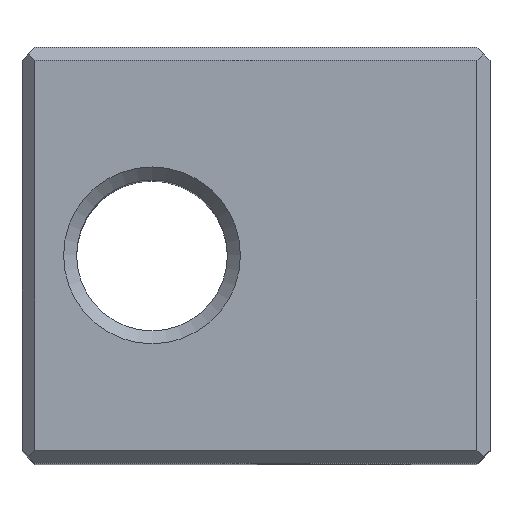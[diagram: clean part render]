
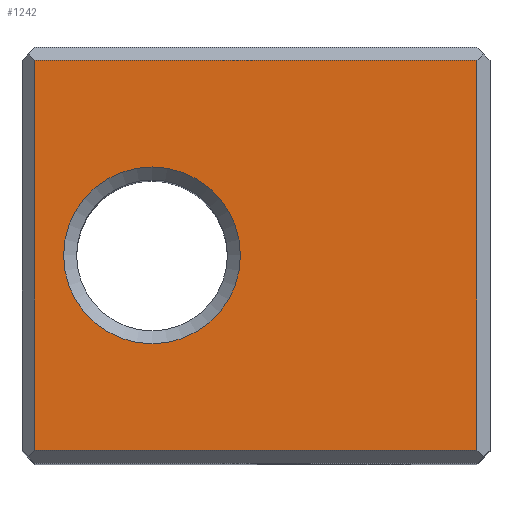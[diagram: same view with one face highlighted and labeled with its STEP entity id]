
A CAD part, top view. The second image highlights one B-rep face of the part: STEP entity #1242.
In plain terms, the highlighted planar face has unit normal (0, 0, 1).
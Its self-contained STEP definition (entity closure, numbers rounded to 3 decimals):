
#83 = PLANE('',#84);
#84 = AXIS2_PLACEMENT_3D('',#85,#86,#87);
#85 = CARTESIAN_POINT('',(0.5,16.,27.));
#86 = DIRECTION('',(0.707,0.,-0.707)
  );
#87 = DIRECTION('',(-0.707,0.,-0.707)
  );
#169 = PLANE('',#170);
#170 = AXIS2_PLACEMENT_3D('',#171,#172,#173);
#171 = CARTESIAN_POINT('',(18.,0.,26.5));
#172 = DIRECTION('',(0.,0.707,-0.707));
#173 = DIRECTION('',(0.,0.707,0.707));
#460 = PLANE('',#461);
#461 = AXIS2_PLACEMENT_3D('',#462,#463,#464);
#462 = CARTESIAN_POINT('',(18.,15.5,27.));
#463 = DIRECTION('',(0.,-0.707,-0.707));
#464 = DIRECTION('',(0.,0.707,-0.707));
#475 = VERTEX_POINT('',#476);
#476 = CARTESIAN_POINT('',(0.5,15.5,27.));
#495 = EDGE_CURVE('',#475,#496,#498,.T.);
#496 = VERTEX_POINT('',#497);
#497 = CARTESIAN_POINT('',(0.5,0.5,27.));
#498 = SURFACE_CURVE('',#499,(#503,#510),.PCURVE_S1.);
#499 = LINE('',#500,#501);
#500 = CARTESIAN_POINT('',(0.5,16.,27.));
#501 = VECTOR('',#502,1.);
#502 = DIRECTION('',(0.,-1.,0.));
#503 = PCURVE('',#83,#504);
#504 = DEFINITIONAL_REPRESENTATION('',(#505),#509);
#505 = LINE('',#506,#507);
#506 = CARTESIAN_POINT('',(-0.,0.));
#507 = VECTOR('',#508,1.);
#508 = DIRECTION('',(0.,-1.));
#509 = ( GEOMETRIC_REPRESENTATION_CONTEXT(2) 
PARAMETRIC_REPRESENTATION_CONTEXT() REPRESENTATION_CONTEXT('2D SPACE',''
  ) );
#510 = PCURVE('',#511,#516);
#511 = PLANE('',#512);
#512 = AXIS2_PLACEMENT_3D('',#513,#514,#515);
#513 = CARTESIAN_POINT('',(1.7,0.3,27.));
#514 = DIRECTION('',(0.,0.,1.));
#515 = DIRECTION('',(1.,0.,0.));
#516 = DEFINITIONAL_REPRESENTATION('',(#517),#521);
#517 = LINE('',#518,#519);
#518 = CARTESIAN_POINT('',(-1.2,15.7));
#519 = VECTOR('',#520,1.);
#520 = DIRECTION('',(0.,-1.));
#521 = ( GEOMETRIC_REPRESENTATION_CONTEXT(2) 
PARAMETRIC_REPRESENTATION_CONTEXT() REPRESENTATION_CONTEXT('2D SPACE',''
  ) );
#599 = EDGE_CURVE('',#600,#496,#602,.T.);
#600 = VERTEX_POINT('',#601);
#601 = CARTESIAN_POINT('',(17.5,0.5,27.));
#602 = SURFACE_CURVE('',#603,(#607,#614),.PCURVE_S1.);
#603 = LINE('',#604,#605);
#604 = CARTESIAN_POINT('',(18.,0.5,27.));
#605 = VECTOR('',#606,1.);
#606 = DIRECTION('',(-1.,-0.,-0.));
#607 = PCURVE('',#169,#608);
#608 = DEFINITIONAL_REPRESENTATION('',(#609),#613);
#609 = LINE('',#610,#611);
#610 = CARTESIAN_POINT('',(0.707,0.));
#611 = VECTOR('',#612,1.);
#612 = DIRECTION('',(0.,-1.));
#613 = ( GEOMETRIC_REPRESENTATION_CONTEXT(2) 
PARAMETRIC_REPRESENTATION_CONTEXT() REPRESENTATION_CONTEXT('2D SPACE',''
  ) );
#614 = PCURVE('',#511,#615);
#615 = DEFINITIONAL_REPRESENTATION('',(#616),#620);
#616 = LINE('',#617,#618);
#617 = CARTESIAN_POINT('',(16.3,0.2));
#618 = VECTOR('',#619,1.);
#619 = DIRECTION('',(-1.,0.));
#620 = ( GEOMETRIC_REPRESENTATION_CONTEXT(2) 
PARAMETRIC_REPRESENTATION_CONTEXT() REPRESENTATION_CONTEXT('2D SPACE',''
  ) );
#635 = PLANE('',#636);
#636 = AXIS2_PLACEMENT_3D('',#637,#638,#639);
#637 = CARTESIAN_POINT('',(17.5,16.,27.));
#638 = DIRECTION('',(0.707,0.,0.707));
#639 = DIRECTION('',(0.707,0.,-0.707)
  );
#1024 = VERTEX_POINT('',#1025);
#1025 = CARTESIAN_POINT('',(17.5,15.5,27.));
#1046 = EDGE_CURVE('',#1024,#475,#1047,.T.);
#1047 = SURFACE_CURVE('',#1048,(#1052,#1059),.PCURVE_S1.);
#1048 = LINE('',#1049,#1050);
#1049 = CARTESIAN_POINT('',(18.,15.5,27.));
#1050 = VECTOR('',#1051,1.);
#1051 = DIRECTION('',(-1.,-0.,-0.));
#1052 = PCURVE('',#460,#1053);
#1053 = DEFINITIONAL_REPRESENTATION('',(#1054),#1058);
#1054 = LINE('',#1055,#1056);
#1055 = CARTESIAN_POINT('',(0.,0.));
#1056 = VECTOR('',#1057,1.);
#1057 = DIRECTION('',(0.,-1.));
#1058 = ( GEOMETRIC_REPRESENTATION_CONTEXT(2) 
PARAMETRIC_REPRESENTATION_CONTEXT() REPRESENTATION_CONTEXT('2D SPACE',''
  ) );
#1059 = PCURVE('',#511,#1060);
#1060 = DEFINITIONAL_REPRESENTATION('',(#1061),#1065);
#1061 = LINE('',#1062,#1063);
#1062 = CARTESIAN_POINT('',(16.3,15.2));
#1063 = VECTOR('',#1064,1.);
#1064 = DIRECTION('',(-1.,0.));
#1065 = ( GEOMETRIC_REPRESENTATION_CONTEXT(2) 
PARAMETRIC_REPRESENTATION_CONTEXT() REPRESENTATION_CONTEXT('2D SPACE',''
  ) );
#1242 = ADVANCED_FACE('',(#1243,#1269),#511,.T.);
#1243 = FACE_BOUND('',#1244,.T.);
#1244 = EDGE_LOOP('',(#1245,#1246,#1247,#1268));
#1245 = ORIENTED_EDGE('',*,*,#495,.T.);
#1246 = ORIENTED_EDGE('',*,*,#599,.F.);
#1247 = ORIENTED_EDGE('',*,*,#1248,.F.);
#1248 = EDGE_CURVE('',#1024,#600,#1249,.T.);
#1249 = SURFACE_CURVE('',#1250,(#1254,#1261),.PCURVE_S1.);
#1250 = LINE('',#1251,#1252);
#1251 = CARTESIAN_POINT('',(17.5,16.,27.));
#1252 = VECTOR('',#1253,1.);
#1253 = DIRECTION('',(0.,-1.,0.));
#1254 = PCURVE('',#511,#1255);
#1255 = DEFINITIONAL_REPRESENTATION('',(#1256),#1260);
#1256 = LINE('',#1257,#1258);
#1257 = CARTESIAN_POINT('',(15.8,15.7));
#1258 = VECTOR('',#1259,1.);
#1259 = DIRECTION('',(0.,-1.));
#1260 = ( GEOMETRIC_REPRESENTATION_CONTEXT(2) 
PARAMETRIC_REPRESENTATION_CONTEXT() REPRESENTATION_CONTEXT('2D SPACE',''
  ) );
#1261 = PCURVE('',#635,#1262);
#1262 = DEFINITIONAL_REPRESENTATION('',(#1263),#1267);
#1263 = LINE('',#1264,#1265);
#1264 = CARTESIAN_POINT('',(0.,0.));
#1265 = VECTOR('',#1266,1.);
#1266 = DIRECTION('',(0.,-1.));
#1267 = ( GEOMETRIC_REPRESENTATION_CONTEXT(2) 
PARAMETRIC_REPRESENTATION_CONTEXT() REPRESENTATION_CONTEXT('2D SPACE',''
  ) );
#1268 = ORIENTED_EDGE('',*,*,#1046,.T.);
#1269 = FACE_BOUND('',#1270,.T.);
#1270 = EDGE_LOOP('',(#1271));
#1271 = ORIENTED_EDGE('',*,*,#1272,.F.);
#1272 = EDGE_CURVE('',#1273,#1273,#1275,.T.);
#1273 = VERTEX_POINT('',#1274);
#1274 = CARTESIAN_POINT('',(8.4,8.,27.));
#1275 = SURFACE_CURVE('',#1276,(#1281,#1288),.PCURVE_S1.);
#1276 = CIRCLE('',#1277,3.4);
#1277 = AXIS2_PLACEMENT_3D('',#1278,#1279,#1280);
#1278 = CARTESIAN_POINT('',(5.,8.,27.));
#1279 = DIRECTION('',(0.,0.,1.));
#1280 = DIRECTION('',(1.,0.,0.));
#1281 = PCURVE('',#511,#1282);
#1282 = DEFINITIONAL_REPRESENTATION('',(#1283),#1287);
#1283 = CIRCLE('',#1284,3.4);
#1284 = AXIS2_PLACEMENT_2D('',#1285,#1286);
#1285 = CARTESIAN_POINT('',(3.3,7.7));
#1286 = DIRECTION('',(1.,0.));
#1287 = ( GEOMETRIC_REPRESENTATION_CONTEXT(2) 
PARAMETRIC_REPRESENTATION_CONTEXT() REPRESENTATION_CONTEXT('2D SPACE',''
  ) );
#1288 = PCURVE('',#1289,#1294);
#1289 = CONICAL_SURFACE('',#1290,2.9,0.785);
#1290 = AXIS2_PLACEMENT_3D('',#1291,#1292,#1293);
#1291 = CARTESIAN_POINT('',(5.,8.,26.5));
#1292 = DIRECTION('',(0.,0.,1.));
#1293 = DIRECTION('',(1.,0.,0.));
#1294 = DEFINITIONAL_REPRESENTATION('',(#1295),#1299);
#1295 = LINE('',#1296,#1297);
#1296 = CARTESIAN_POINT('',(-0.,0.5));
#1297 = VECTOR('',#1298,1.);
#1298 = DIRECTION('',(1.,-0.));
#1299 = ( GEOMETRIC_REPRESENTATION_CONTEXT(2) 
PARAMETRIC_REPRESENTATION_CONTEXT() REPRESENTATION_CONTEXT('2D SPACE',''
  ) );
